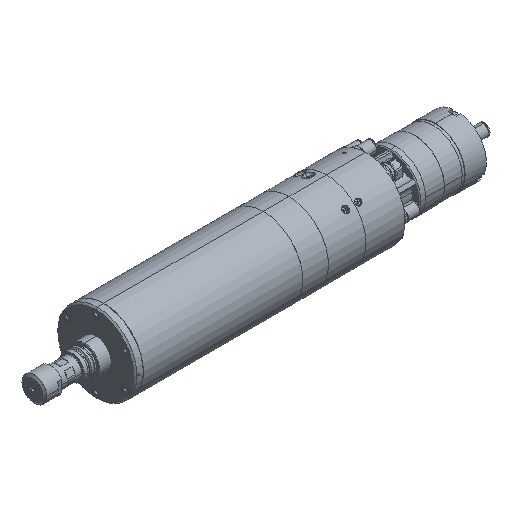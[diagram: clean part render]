
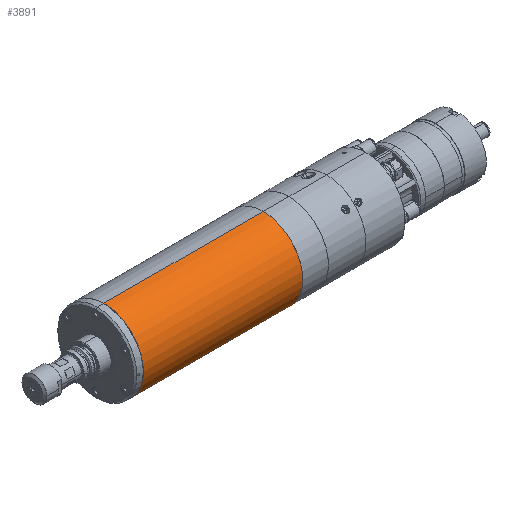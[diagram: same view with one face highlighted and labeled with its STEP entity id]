
A CAD part, isometric view. The second image highlights one B-rep face of the part: STEP entity #3891.
In plain terms, the highlighted cylindrical face has radius 40 mm (diameter 80 mm), a partial arc.
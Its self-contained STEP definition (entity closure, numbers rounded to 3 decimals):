
#3601 = EDGE_CURVE ( 'NONE', #3636, #3655, #14918, .T. ) ;
#3636 = VERTEX_POINT ( 'NONE', #14976 ) ;
#3637 = VERTEX_POINT ( 'NONE', #14866 ) ;
#3655 = VERTEX_POINT ( 'NONE', #14995 ) ;
#3656 = EDGE_CURVE ( 'NONE', #3637, #3657, #14926, .T. ) ;
#3657 = VERTEX_POINT ( 'NONE', #14841 ) ;
#3738 = ORIENTED_EDGE ( 'NONE', *, *, #3656, .F. ) ;
#3741 = EDGE_CURVE ( 'NONE', #3657, #3655, #15139, .T. ) ;
#3742 = ORIENTED_EDGE ( 'NONE', *, *, #3601, .T. ) ;
#3776 = ORIENTED_EDGE ( 'NONE', *, *, #3741, .F. ) ;
#3888 = EDGE_CURVE ( 'NONE', #3637, #3636, #15576, .T. ) ;
#3891 = ADVANCED_FACE ( 'NONE', ( #15580 ), #15571, .T. ) ;
#3913 = EDGE_LOOP ( 'NONE', ( #3738, #3922, #3742, #3776 ) ) ;
#3922 = ORIENTED_EDGE ( 'NONE', *, *, #3888, .T. ) ;
#14841 = CARTESIAN_POINT ( 'NONE',  ( 183.1, 0., 40. ) ) ;
#14866 = CARTESIAN_POINT ( 'NONE',  ( 22.1, 0., 40. ) ) ;
#14918 = LINE ( 'NONE', #14958, #14957 ) ;
#14923 = DIRECTION ( 'NONE',  ( 1., 0., 0. ) ) ;
#14924 = VECTOR ( 'NONE', #14923, 1000. ) ;
#14925 = CARTESIAN_POINT ( 'NONE',  ( 183.1, 0., 40. ) ) ;
#14926 = LINE ( 'NONE', #14925, #14924 ) ;
#14956 = DIRECTION ( 'NONE',  ( 1., 0., 0. ) ) ;
#14957 = VECTOR ( 'NONE', #14956, 1000. ) ;
#14958 = CARTESIAN_POINT ( 'NONE',  ( 183.1, 0., -40. ) ) ;
#14976 = CARTESIAN_POINT ( 'NONE',  ( 22.1, 0., -40. ) ) ;
#14995 = CARTESIAN_POINT ( 'NONE',  ( 183.1, 0., -40. ) ) ;
#15139 = CIRCLE ( 'NONE', #15179, 40. ) ;
#15149 = DIRECTION ( 'NONE',  ( 0., 0., -1. ) ) ;
#15179 = AXIS2_PLACEMENT_3D ( 'NONE', #15193, #15202, #15149 ) ;
#15193 = CARTESIAN_POINT ( 'NONE',  ( 183.1, 0., 0. ) ) ;
#15202 = DIRECTION ( 'NONE',  ( 1., 0., 0. ) ) ;
#15508 = DIRECTION ( 'NONE',  ( 0., 0., -1. ) ) ;
#15509 = DIRECTION ( 'NONE',  ( 1., 0., 0. ) ) ;
#15514 = DIRECTION ( 'NONE',  ( 1., 0., 0. ) ) ;
#15561 = CARTESIAN_POINT ( 'NONE',  ( 183.1, 0., 0. ) ) ;
#15571 = CYLINDRICAL_SURFACE ( 'NONE', #15582, 40. ) ;
#15576 = CIRCLE ( 'NONE', #15595, 40. ) ;
#15580 = FACE_OUTER_BOUND ( 'NONE', #3913, .T. ) ;
#15581 = CARTESIAN_POINT ( 'NONE',  ( 22.1, 0., 0. ) ) ;
#15582 = AXIS2_PLACEMENT_3D ( 'NONE', #15561, #15509, #15508 ) ;
#15594 = DIRECTION ( 'NONE',  ( 0., 0., -1. ) ) ;
#15595 = AXIS2_PLACEMENT_3D ( 'NONE', #15581, #15514, #15594 ) ;
